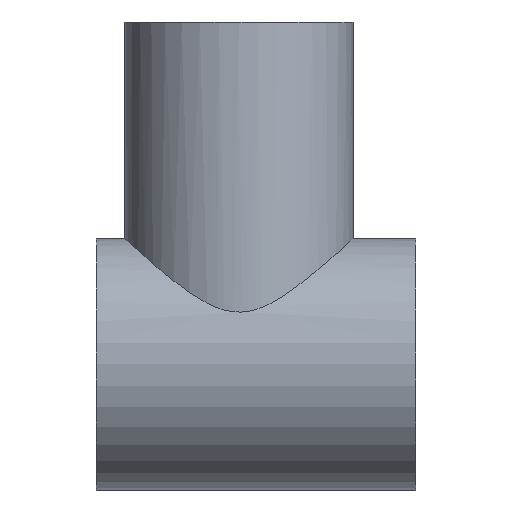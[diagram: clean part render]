
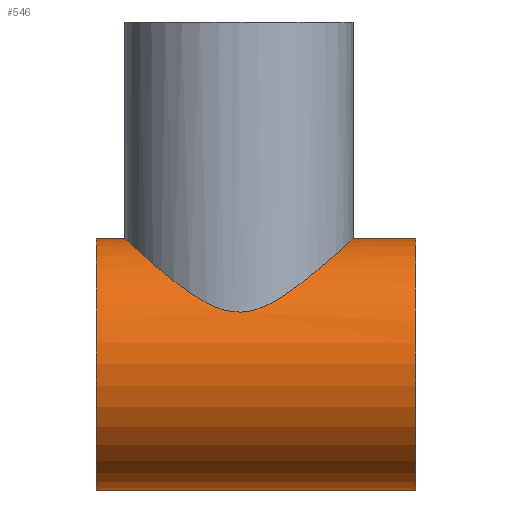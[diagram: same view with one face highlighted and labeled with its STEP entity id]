
A CAD part, front view. The second image highlights one B-rep face of the part: STEP entity #546.
In plain terms, the highlighted cylindrical face has radius 4.4 mm (diameter 8.8 mm), a partial arc.
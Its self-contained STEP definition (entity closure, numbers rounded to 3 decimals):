
#10 = EDGE_CURVE ( 'NONE', #334, #139, #416, .T. ) ;
#12 = CARTESIAN_POINT ( 'NONE',  ( 0., 0., 0. ) ) ;
#32 = CARTESIAN_POINT ( 'NONE',  ( 3.91, -3.858, 2.119 ) ) ;
#40 = CARTESIAN_POINT ( 'NONE',  ( 1.594, -2.113, 3.867 ) ) ;
#45 = CARTESIAN_POINT ( 'NONE',  ( 11.2, 0., -4.4 ) ) ;
#46 = CARTESIAN_POINT ( 'NONE',  ( 0., 0., 4.4 ) ) ;
#51 = CARTESIAN_POINT ( 'NONE',  ( 0., 0., 4.4 ) ) ;
#53 = VERTEX_POINT ( 'NONE', #261 ) ;
#68 = DIRECTION ( 'NONE',  ( 0., 0., 1. ) ) ;
#70 = ORIENTED_EDGE ( 'NONE', *, *, #292, .T. ) ;
#78 = CARTESIAN_POINT ( 'NONE',  ( 7.593, -3.056, 3.174 ) ) ;
#80 = CARTESIAN_POINT ( 'NONE',  ( 5.572, -3.961, 1.915 ) ) ;
#85 = CARTESIAN_POINT ( 'NONE',  ( 2.6, -3.209, 3.017 ) ) ;
#88 = CARTESIAN_POINT ( 'NONE',  ( 2.055, -2.718, 3.468 ) ) ;
#91 = CARTESIAN_POINT ( 'NONE',  ( 0., 0., -4.4 ) ) ;
#97 = CARTESIAN_POINT ( 'NONE',  ( 11.2, 0., 0. ) ) ;
#109 = EDGE_LOOP ( 'NONE', ( #453, #70, #348, #505, #614, #152 ) ) ;
#117 = CARTESIAN_POINT ( 'NONE',  ( 11.2, 0., 4.4 ) ) ;
#125 = CARTESIAN_POINT ( 'NONE',  ( 8.112, -2.526, 3.611 ) ) ;
#130 = DIRECTION ( 'NONE',  ( -1., 0., 0. ) ) ;
#131 = CARTESIAN_POINT ( 'NONE',  ( 1.892, -2.531, 3.608 ) ) ;
#134 = CARTESIAN_POINT ( 'NONE',  ( 8.76, -1.39, 4.183 ) ) ;
#139 = VERTEX_POINT ( 'NONE', #46 ) ;
#144 = LINE ( 'NONE', #51, #414 ) ;
#152 = ORIENTED_EDGE ( 'NONE', *, *, #627, .F. ) ;
#171 = CARTESIAN_POINT ( 'NONE',  ( 0., 0., 4.4 ) ) ;
#180 = CARTESIAN_POINT ( 'NONE',  ( 3.667, -3.779, 2.26 ) ) ;
#193 = CARTESIAN_POINT ( 'NONE',  ( 0., 0., 0. ) ) ;
#199 = AXIS2_PLACEMENT_3D ( 'NONE', #97, #519, #516 ) ;
#200 = CIRCLE ( 'NONE', #331, 4.4 ) ;
#227 = CARTESIAN_POINT ( 'NONE',  ( 6.339, -3.777, 2.263 ) ) ;
#229 = CARTESIAN_POINT ( 'NONE',  ( 2.408, -3.057, 3.173 ) ) ;
#232 = CARTESIAN_POINT ( 'NONE',  ( 4.86, -4., 1.833 ) ) ;
#235 = CARTESIAN_POINT ( 'NONE',  ( 4.302, -3.941, 1.958 ) ) ;
#239 = CARTESIAN_POINT ( 'NONE',  ( 1., 0., 4.4 ) ) ;
#241 = DIRECTION ( 'NONE',  ( -1., 0., 0. ) ) ;
#256 = CARTESIAN_POINT ( 'NONE',  ( 0., 0., -4.4 ) ) ;
#261 = CARTESIAN_POINT ( 'NONE',  ( 9., 0., 4.4 ) ) ;
#274 = CARTESIAN_POINT ( 'NONE',  ( 1.039, -0.573, 4.365 ) ) ;
#286 = CARTESIAN_POINT ( 'NONE',  ( 4.439, -3.963, 1.912 ) ) ;
#292 = EDGE_CURVE ( 'NONE', #570, #317, #532, .T. ) ;
#317 = VERTEX_POINT ( 'NONE', #117 ) ;
#321 = VECTOR ( 'NONE', #621, 1000. ) ;
#324 = CARTESIAN_POINT ( 'NONE',  ( 1.062, -0.713, 4.344 ) ) ;
#326 = CARTESIAN_POINT ( 'NONE',  ( 4.718, -3.993, 1.85 ) ) ;
#330 = CARTESIAN_POINT ( 'NONE',  ( 7.404, -3.206, 3.02 ) ) ;
#331 = AXIS2_PLACEMENT_3D ( 'NONE', #12, #130, #68 ) ;
#334 = VERTEX_POINT ( 'NONE', #361 ) ;
#346 = DIRECTION ( 'NONE',  ( 0., 0., 1. ) ) ;
#348 = ORIENTED_EDGE ( 'NONE', *, *, #523, .T. ) ;
#361 = CARTESIAN_POINT ( 'NONE',  ( 1., 0., 4.4 ) ) ;
#376 = CARTESIAN_POINT ( 'NONE',  ( 6.098, -3.855, 2.124 ) ) ;
#382 = CARTESIAN_POINT ( 'NONE',  ( 3.003, -3.474, 2.708 ) ) ;
#385 = AXIS2_PLACEMENT_3D ( 'NONE', #193, #595, #346 ) ;
#396 = EDGE_CURVE ( 'NONE', #334, #53, #430, .T. ) ;
#403 = FACE_OUTER_BOUND ( 'NONE', #109, .T. ) ;
#414 = VECTOR ( 'NONE', #241, 1000. ) ;
#416 = LINE ( 'NONE', #171, #321 ) ;
#422 = CARTESIAN_POINT ( 'NONE',  ( 6.793, -3.584, 2.558 ) ) ;
#426 = CARTESIAN_POINT ( 'NONE',  ( 5.293, -3.992, 1.851 ) ) ;
#428 = CARTESIAN_POINT ( 'NONE',  ( 1., -0.143, 4.4 ) ) ;
#430 = B_SPLINE_CURVE_WITH_KNOTS ( 'NONE', 3,
 ( #239, #428, #576, #274, #324, #527, #481, #490, #40, #131, #88, #229, #85, #382, #587, #180, #32, #235, #286, #326, #232, #479, #426, #80, #631, #376, #227, #422, #583, #330, #78, #633, #125, #485, #628, #134, #579, #533, #525, #537 ),
 .UNSPECIFIED., .F., .F.,
 ( 4, 2, 2, 2, 2, 2, 2, 2, 2, 2, 2, 2, 2, 2, 2, 2, 2, 2, 2, 4 ),
 ( 0.014, 0.014, 0.015, 0.015, 0.016, 0.017, 0.018, 0.019, 0.02, 0.02, 0.021, 0.021, 0.021, 0.022, 0.023, 0.024, 0.025, 0.026, 0.027, 0.027 ),
 .UNSPECIFIED. ) ;
#453 = ORIENTED_EDGE ( 'NONE', *, *, #562, .F. ) ;
#467 = VECTOR ( 'NONE', #495, 1000. ) ;
#470 = VERTEX_POINT ( 'NONE', #91 ) ;
#479 = CARTESIAN_POINT ( 'NONE',  ( 5.151, -4., 1.833 ) ) ;
#481 = CARTESIAN_POINT ( 'NONE',  ( 1.24, -1.392, 4.182 ) ) ;
#485 = CARTESIAN_POINT ( 'NONE',  ( 8.407, -2.111, 3.868 ) ) ;
#490 = CARTESIAN_POINT ( 'NONE',  ( 1.461, -1.884, 3.985 ) ) ;
#495 = DIRECTION ( 'NONE',  ( -1., 0., 0. ) ) ;
#505 = ORIENTED_EDGE ( 'NONE', *, *, #396, .F. ) ;
#516 = DIRECTION ( 'NONE',  ( 0., 0., 1. ) ) ;
#519 = DIRECTION ( 'NONE',  ( -1., 0., 0. ) ) ;
#523 = EDGE_CURVE ( 'NONE', #317, #53, #144, .T. ) ;
#525 = CARTESIAN_POINT ( 'NONE',  ( 9., -0.29, 4.4 ) ) ;
#527 = CARTESIAN_POINT ( 'NONE',  ( 1.151, -1.125, 4.263 ) ) ;
#532 = CIRCLE ( 'NONE', #199, 4.4 ) ;
#533 = CARTESIAN_POINT ( 'NONE',  ( 8.969, -0.573, 4.372 ) ) ;
#537 = CARTESIAN_POINT ( 'NONE',  ( 9., 0., 4.4 ) ) ;
#543 = CYLINDRICAL_SURFACE ( 'NONE', #385, 4.4 ) ;
#546 = ADVANCED_FACE ( 'NONE', ( #403 ), #543, .T. ) ;
#547 = LINE ( 'NONE', #256, #467 ) ;
#562 = EDGE_CURVE ( 'NONE', #570, #470, #547, .T. ) ;
#570 = VERTEX_POINT ( 'NONE', #45 ) ;
#576 = CARTESIAN_POINT ( 'NONE',  ( 1.008, -0.288, 4.393 ) ) ;
#579 = CARTESIAN_POINT ( 'NONE',  ( 8.848, -1.129, 4.262 ) ) ;
#583 = CARTESIAN_POINT ( 'NONE',  ( 7.004, -3.47, 2.713 ) ) ;
#587 = CARTESIAN_POINT ( 'NONE',  ( 3.214, -3.588, 2.553 ) ) ;
#595 = DIRECTION ( 'NONE',  ( -1., 0., 0. ) ) ;
#614 = ORIENTED_EDGE ( 'NONE', *, *, #10, .T. ) ;
#621 = DIRECTION ( 'NONE',  ( -1., 0., 0. ) ) ;
#627 = EDGE_CURVE ( 'NONE', #470, #139, #200, .T. ) ;
#628 = CARTESIAN_POINT ( 'NONE',  ( 8.54, -1.881, 3.987 ) ) ;
#631 = CARTESIAN_POINT ( 'NONE',  ( 5.709, -3.939, 1.962 ) ) ;
#633 = CARTESIAN_POINT ( 'NONE',  ( 7.949, -2.714, 3.471 ) ) ;
